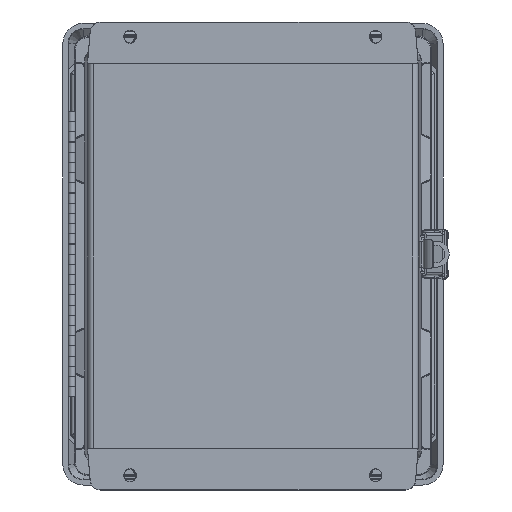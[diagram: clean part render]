
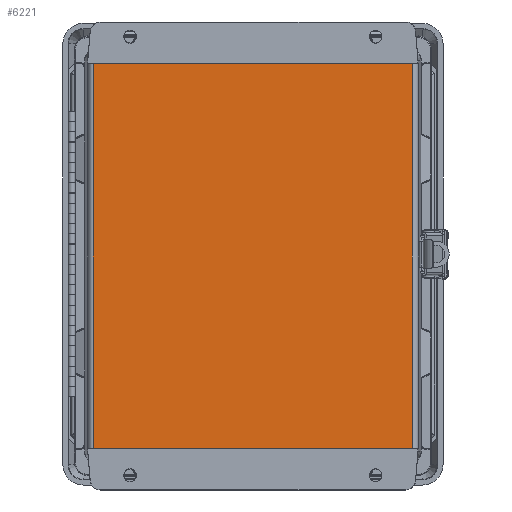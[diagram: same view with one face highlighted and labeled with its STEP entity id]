
A CAD part, front view. The second image highlights one B-rep face of the part: STEP entity #6221.
In plain terms, the highlighted planar face has unit normal (0, -1, 0).
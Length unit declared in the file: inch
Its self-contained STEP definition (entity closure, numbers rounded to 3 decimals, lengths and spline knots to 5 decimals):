
#263 = VECTOR ( 'NONE', #13277, 39.37008 ) ;
#792 = VERTEX_POINT ( 'NONE', #16353 ) ;
#1695 = PLANE ( 'NONE',  #28551 ) ;
#3330 = DIRECTION ( 'NONE',  ( 0., 0., -1. ) ) ;
#4313 = DIRECTION ( 'NONE',  ( 0., 0., 1. ) ) ;
#4374 = VERTEX_POINT ( 'NONE', #13823 ) ;
#6221 = ADVANCED_FACE ( 'NONE', ( #31070 ), #1695, .F. ) ;
#7011 = LINE ( 'NONE', #19094, #12360 ) ;
#8323 = CARTESIAN_POINT ( 'NONE',  ( 3.91022, 0.053, 4.71875 ) ) ;
#9515 = CARTESIAN_POINT ( 'NONE',  ( 0., 0.053, 0. ) ) ;
#12360 = VECTOR ( 'NONE', #3330, 39.37008 ) ;
#13277 = DIRECTION ( 'NONE',  ( 0., 0., 1. ) ) ;
#13823 = CARTESIAN_POINT ( 'NONE',  ( -3.91022, 0.053, 4.71875 ) ) ;
#15105 = CARTESIAN_POINT ( 'NONE',  ( 3.91022, 0.053, -4.71875 ) ) ;
#15569 = ORIENTED_EDGE ( 'NONE', *, *, #21178, .T. ) ;
#16353 = CARTESIAN_POINT ( 'NONE',  ( -3.91022, 0.053, -4.71875 ) ) ;
#19094 = CARTESIAN_POINT ( 'NONE',  ( -3.91022, 0.053, 0. ) ) ;
#19563 = CARTESIAN_POINT ( 'NONE',  ( -5.60764, 0.053, 4.71875 ) ) ;
#20113 = DIRECTION ( 'NONE',  ( 0., 1., 0. ) ) ;
#20132 = VERTEX_POINT ( 'NONE', #8323 ) ;
#21178 = EDGE_CURVE ( 'NONE', #4374, #792, #7011, .T. ) ;
#22610 = EDGE_CURVE ( 'NONE', #31779, #20132, #29099, .T. ) ;
#24195 = ORIENTED_EDGE ( 'NONE', *, *, #24608, .T. ) ;
#24608 = EDGE_CURVE ( 'NONE', #792, #31779, #31864, .T. ) ;
#24801 = LINE ( 'NONE', #19563, #31001 ) ;
#25467 = EDGE_CURVE ( 'NONE', #20132, #4374, #24801, .T. ) ;
#26381 = CARTESIAN_POINT ( 'NONE',  ( 3.91022, 0.053, 0. ) ) ;
#26869 = EDGE_LOOP ( 'NONE', ( #24195, #29633, #32914, #15569 ) ) ;
#27510 = DIRECTION ( 'NONE',  ( -1., 0., 0. ) ) ;
#28510 = DIRECTION ( 'NONE',  ( 1., 0., 0. ) ) ;
#28551 = AXIS2_PLACEMENT_3D ( 'NONE', #9515, #20113, #4313 ) ;
#29099 = LINE ( 'NONE', #26381, #263 ) ;
#29633 = ORIENTED_EDGE ( 'NONE', *, *, #22610, .T. ) ;
#31001 = VECTOR ( 'NONE', #27510, 39.37008 ) ;
#31026 = CARTESIAN_POINT ( 'NONE',  ( -5.60764, 0.053, -4.71875 ) ) ;
#31066 = VECTOR ( 'NONE', #28510, 39.37008 ) ;
#31070 = FACE_OUTER_BOUND ( 'NONE', #26869, .T. ) ;
#31779 = VERTEX_POINT ( 'NONE', #15105 ) ;
#31864 = LINE ( 'NONE', #31026, #31066 ) ;
#32914 = ORIENTED_EDGE ( 'NONE', *, *, #25467, .T. ) ;
